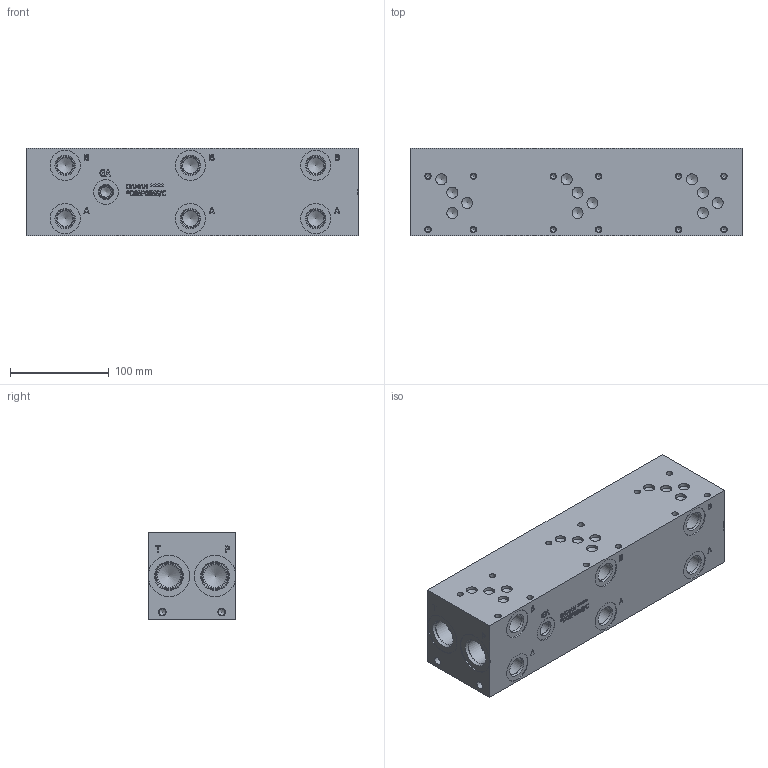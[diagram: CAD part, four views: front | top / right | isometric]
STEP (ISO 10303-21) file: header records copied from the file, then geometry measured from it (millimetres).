
FILE_DESCRIPTION(/* description */ (''),/* implementation_level */ '2;1');
FILE_NAME(/* name */ '_D05P035S_C.stp',/* time_stamp */ '2022-10-21T14:38:33-04:00',/* author */ ('mikeh'),/* organization */ (''),/* preprocessor_version */ 'ST-DEVELOPER v18',/* originating_system */ 'Autodesk Inventor 2020',/* authorisation */ '');
FILE_SCHEMA (('AUTOMOTIVE_DESIGN { 1 0 10303 214 3 1 1 }'));
Length unit declared in the file: millimetre
Products named in the file (1): Part_AD05P035S~C_3D
Bounding box: 336.55 x 88.9 x 88.9 mm (x, y, z)
Volume: 2514921.4 mm3; surface area: 165204.8 mm2
Topology: 1 solids, 1 shells, 778 faces, 2130 edges, 1445 vertices
Faces by surface type: plane 399, bspline 197, cylinder 105, cone 77
Full cylindrical faces by diameter (mm): 5.105 x12, 6.35 x12, 6.528 x4, 7.925 x4, 10.719 x1, 11.125 x12, 12.9 x1, 14.275 x1, 14.29 x1, 14.529 x1, 15.875 x6, 15.9 x1, 17.501 x6, 19.05 x6, 19.253 x6, 20.62 x1, 22.23 x1, 22.54 x1, 23.012 x4, 24.917 x4, 25.019 x1, 26.99 x2, 27 x2, 27.432 x4, 30.16 x1, 30.632 x6, 42.037 x4
Entity records: 26170 total; most frequent: CARTESIAN_POINT 6875, ORIENTED_EDGE 4180, DIRECTION 3259, EDGE_CURVE 2090, VERTEX_POINT 1445, LINE 1297, VECTOR 1297, AXIS2_PLACEMENT_3D 981
